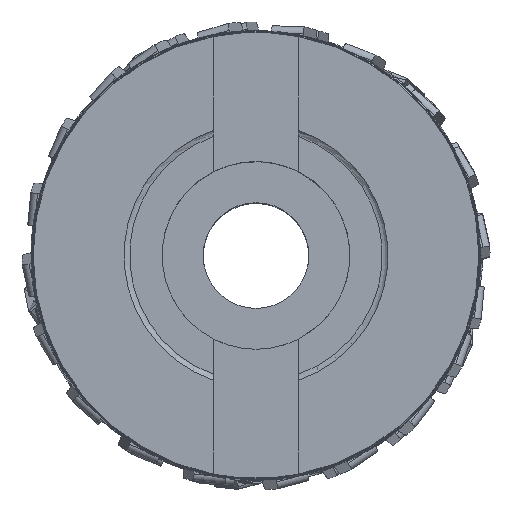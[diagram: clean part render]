
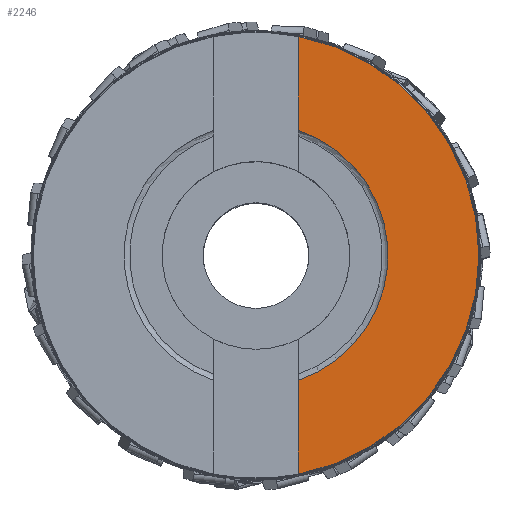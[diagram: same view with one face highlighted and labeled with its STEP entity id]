
A CAD part, top view. The second image highlights one B-rep face of the part: STEP entity #2246.
In plain terms, the highlighted planar face has unit normal (0, 0, 1).
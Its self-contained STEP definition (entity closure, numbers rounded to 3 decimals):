
#1578=PLANE('',#25597);
#2246=ADVANCED_FACE('',(#4448),#1578,.T.);
#4448=FACE_OUTER_BOUND('',#5613,.T.);
#5613=EDGE_LOOP('',(#10690,#10691,#10692,#10693));
#7275=CIRCLE('',#25592,22.5);
#7277=CIRCLE('',#25596,38.);
#10690=ORIENTED_EDGE('',*,*,#20061,.T.);
#10691=ORIENTED_EDGE('',*,*,#20043,.F.);
#10692=ORIENTED_EDGE('',*,*,#20059,.F.);
#10693=ORIENTED_EDGE('',*,*,#20024,.F.);
#17352=VERTEX_POINT('',#38664);
#17353=VERTEX_POINT('',#38666);
#17368=VERTEX_POINT('',#38714);
#17369=VERTEX_POINT('',#38715);
#20024=EDGE_CURVE('',#17352,#17353,#23013,.T.);
#20043=EDGE_CURVE('',#17368,#17369,#23025,.T.);
#20059=EDGE_CURVE('',#17353,#17368,#7275,.T.);
#20061=EDGE_CURVE('',#17352,#17369,#7277,.T.);
#23013=LINE('',#38665,#23943);
#23025=LINE('',#38713,#23955);
#23943=VECTOR('',#29105,1.);
#23955=VECTOR('',#29135,1.);
#25592=AXIS2_PLACEMENT_3D('',#38751,#29177,#29178);
#25596=AXIS2_PLACEMENT_3D('',#38755,#29185,#29186);
#25597=AXIS2_PLACEMENT_3D('',#38756,#29187,#29188);
#29105=DIRECTION('',(0.,1.,0.));
#29135=DIRECTION('',(0.,1.,0.));
#29177=DIRECTION('',(0.,0.,1.));
#29178=DIRECTION('',(-1.,0.,0.));
#29185=DIRECTION('',(0.,0.,1.));
#29186=DIRECTION('',(-1.,0.,0.));
#29187=DIRECTION('',(0.,0.,1.));
#29188=DIRECTION('',(-1.,0.,0.));
#38664=CARTESIAN_POINT('',(7.228,-37.306,0.));
#38665=CARTESIAN_POINT('',(7.228,0.,0.));
#38666=CARTESIAN_POINT('',(7.228,-21.308,0.));
#38713=CARTESIAN_POINT('',(7.228,59.25,0.));
#38714=CARTESIAN_POINT('',(7.228,21.308,0.));
#38715=CARTESIAN_POINT('',(7.228,37.306,0.));
#38751=CARTESIAN_POINT('',(0.,0.,0.));
#38755=CARTESIAN_POINT('',(0.,0.,0.));
#38756=CARTESIAN_POINT('',(0.,0.,0.));
